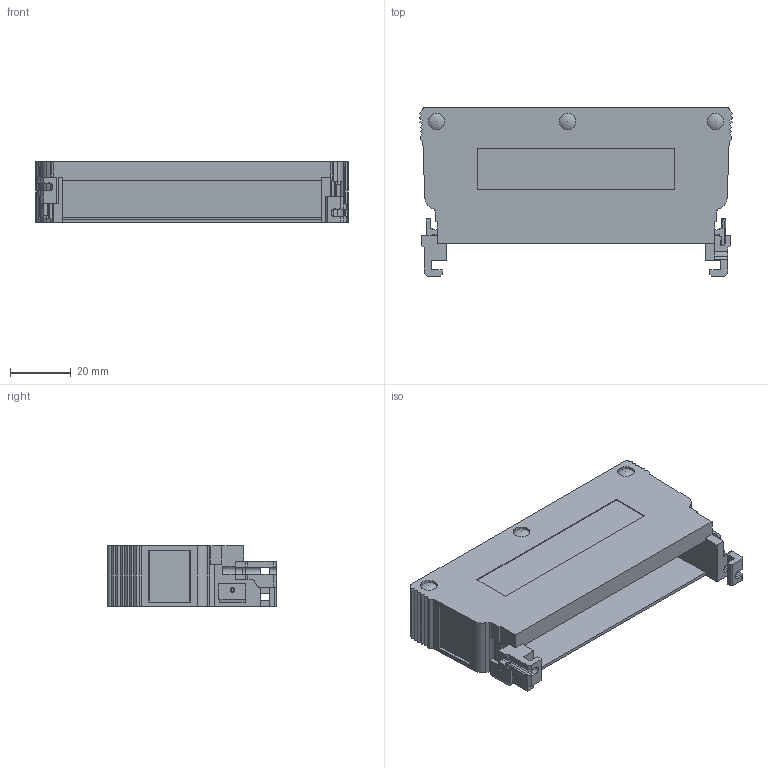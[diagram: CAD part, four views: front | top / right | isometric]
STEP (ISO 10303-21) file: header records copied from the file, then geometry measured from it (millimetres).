
FILE_DESCRIPTION(/* description */ (''),/* implementation_level */ '2;1');
FILE_NAME(/* name */ '100083533ugm000_b.stp',/* time_stamp */ '2017-03-21T13:10:10+01:00',/* author */ (''),/* organization */ (''),/* preprocessor_version */ 'ST-DEVELOPER v16',/* originating_system */ 'SIEMENS PLM Software NX 10.0',/* authorisation */ '');
FILE_SCHEMA (('AUTOMOTIVE_DESIGN { 1 0 10303 214 3 1 1 1 }'));
Length unit declared in the file: millimetre
Products named in the file (1): 100083533ugm000_b
Bounding box: 102.87 x 55.32 x 20 mm (x, y, z)
Volume: 42771.3 mm3; surface area: 23589 mm2
Topology: 1 solids, 1 shells, 238 faces, 711 edges, 479 vertices
Faces by surface type: plane 184, cylinder 50, sphere 3, cone 1
Full cylindrical faces by diameter (mm): 1 x1, 5.5 x3
Entity records: 8049 total; most frequent: CARTESIAN_POINT 1470, ORIENTED_EDGE 1400, DIRECTION 1297, EDGE_CURVE 700, LINE 565, VECTOR 565, VERTEX_POINT 479, AXIS2_PLACEMENT_3D 366
